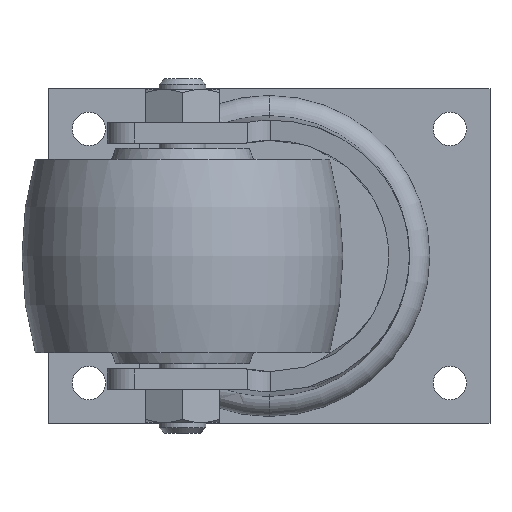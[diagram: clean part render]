
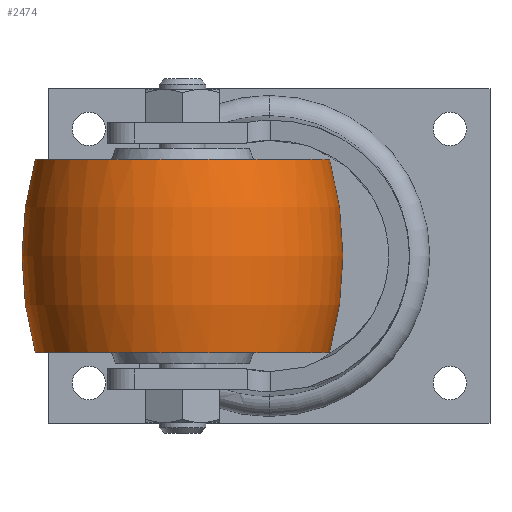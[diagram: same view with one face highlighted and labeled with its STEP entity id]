
A CAD part, front view. The second image highlights one B-rep face of the part: STEP entity #2474.
In plain terms, the highlighted toroidal (fillet/blend) face has major radius 46.931 mm and minor radius 85.031 mm.
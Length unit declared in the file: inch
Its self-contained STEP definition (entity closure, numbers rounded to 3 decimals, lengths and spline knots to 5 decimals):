
#239 = CARTESIAN_POINT ( 'NONE',  ( 1.03516, -2.53125, 0. ) ) ;
#359 = DIRECTION ( 'NONE',  ( 0., 0., 1. ) ) ;
#411 = CIRCLE ( 'NONE', #2767, 3.34766 ) ;
#466 = DIRECTION ( 'NONE',  ( 1., 0., 0. ) ) ;
#528 = FACE_OUTER_BOUND ( 'NONE', #1445, .T. ) ;
#570 = AXIS2_PLACEMENT_3D ( 'NONE', #3075, #359, #2543 ) ;
#612 = ORIENTED_EDGE ( 'NONE', *, *, #629, .T. ) ;
#629 = EDGE_CURVE ( 'NONE', #2286, #2174, #2948, .T. ) ;
#677 = CIRCLE ( 'NONE', #1385, 3.34766 ) ;
#736 = EDGE_CURVE ( 'NONE', #2174, #2448, #411, .T. ) ;
#771 = DIRECTION ( 'NONE',  ( 0., 0., 1. ) ) ;
#891 = CARTESIAN_POINT ( 'NONE',  ( -2.66016, -2.53125, 0. ) ) ;
#977 = DIRECTION ( 'NONE',  ( 0., 1., 0. ) ) ;
#1185 = CARTESIAN_POINT ( 'NONE',  ( 0.5625, -2.53125, -0.90625 ) ) ;
#1249 = ORIENTED_EDGE ( 'NONE', *, *, #1336, .F. ) ;
#1298 = DIRECTION ( 'NONE',  ( 1., 0., 0. ) ) ;
#1336 = EDGE_CURVE ( 'NONE', #2286, #3036, #677, .T. ) ;
#1385 = AXIS2_PLACEMENT_3D ( 'NONE', #239, #977, #1739 ) ;
#1445 = EDGE_LOOP ( 'NONE', ( #1249, #612, #2492, #1745 ) ) ;
#1626 = DIRECTION ( 'NONE',  ( 0., -1., 0. ) ) ;
#1739 = DIRECTION ( 'NONE',  ( -1., 0., 0. ) ) ;
#1745 = ORIENTED_EDGE ( 'NONE', *, *, #2156, .F. ) ;
#1945 = DIRECTION ( 'NONE',  ( 0., 0., 1. ) ) ;
#2116 = DIRECTION ( 'NONE',  ( 0., 0., -1. ) ) ;
#2130 = AXIS2_PLACEMENT_3D ( 'NONE', #2771, #771, #1298 ) ;
#2156 = EDGE_CURVE ( 'NONE', #3036, #2448, #2462, .T. ) ;
#2174 = VERTEX_POINT ( 'NONE', #1185 ) ;
#2286 = VERTEX_POINT ( 'NONE', #2748 ) ;
#2344 = TOROIDAL_SURFACE ( 'NONE', #2130, -1.84766, 3.34766 ) ;
#2448 = VERTEX_POINT ( 'NONE', #3023 ) ;
#2462 = CIRCLE ( 'NONE', #3109, 1.375 ) ;
#2474 = ADVANCED_FACE ( 'NONE', ( #528 ), #2344, .T. ) ;
#2492 = ORIENTED_EDGE ( 'NONE', *, *, #736, .T. ) ;
#2543 = DIRECTION ( 'NONE',  ( 1., 0., 0. ) ) ;
#2720 = CARTESIAN_POINT ( 'NONE',  ( -0.8125, -2.53125, 0.90625 ) ) ;
#2748 = CARTESIAN_POINT ( 'NONE',  ( -2.1875, -2.53125, -0.90625 ) ) ;
#2767 = AXIS2_PLACEMENT_3D ( 'NONE', #891, #1626, #2116 ) ;
#2771 = CARTESIAN_POINT ( 'NONE',  ( -0.8125, -2.53125, 0. ) ) ;
#2819 = CARTESIAN_POINT ( 'NONE',  ( -2.1875, -2.53125, 0.90625 ) ) ;
#2948 = CIRCLE ( 'NONE', #570, 1.375 ) ;
#3023 = CARTESIAN_POINT ( 'NONE',  ( 0.5625, -2.53125, 0.90625 ) ) ;
#3036 = VERTEX_POINT ( 'NONE', #2819 ) ;
#3075 = CARTESIAN_POINT ( 'NONE',  ( -0.8125, -2.53125, -0.90625 ) ) ;
#3109 = AXIS2_PLACEMENT_3D ( 'NONE', #2720, #1945, #466 ) ;
